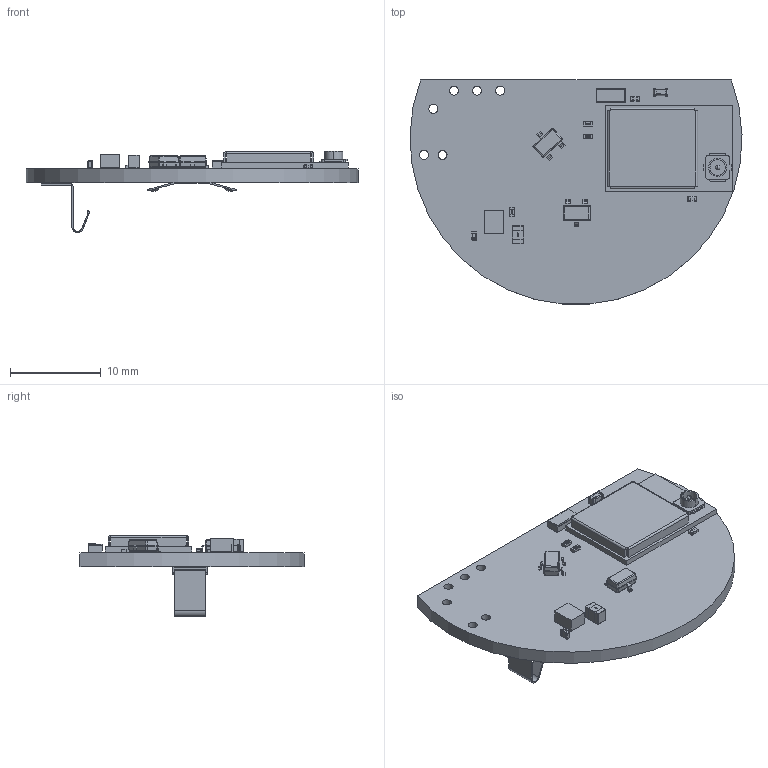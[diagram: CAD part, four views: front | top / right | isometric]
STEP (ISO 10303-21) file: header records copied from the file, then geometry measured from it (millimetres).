
FILE_DESCRIPTION(('KiCad electronic assembly'),'2;1');
FILE_NAME('HydSmart_VA.step','2025-09-03T20:14:52',('Pcbnew'),('Kicad'), 'Open CASCADE STEP processor 7.8','KiCad to STEP converter','Unknown' );
FILE_SCHEMA(('AUTOMOTIVE_DESIGN { 1 0 10303 214 1 1 1 1 }'));
Length unit declared in the file: millimetre
Products named in the file (33): HydSmart_VA 1; kicad_embedded_304F4459D830F1485C242EDFF635C66E; kicad_embedded_DB86C9226C4398DF4547DB0ECDFAE143; solidBody; solidTop; solidLead; kicad_embedded_86542A4C7BD1F124C06D92F0FB2DED33; Terminals; Center; Murata; kicad_embedded_C1189728C0B0D75CA9F1A2A1640C62B5; body; side; TDK Logo; kicad_embedded_66CB970261EDA58BE0F5F46C585CFD01; User Library-R SMD 0402_0402 BODY; User Library-R SMD 0402_0402 PAD; User Library-R SMD 0402_0402 OPIS; kicad_embedded_D37FDB8596E1CEA1394E1E511EF79DD1; kicad_embedded_3439A083BA774BCD0773079099332AE7; Body; Open CASCADE STEP translator 7.5 1.1.1; Leader; kicad_embedded_E635FE6B3E715A672091418242969869; Pins; kicad_embedded_F99072C718F995CF910B108F3BF2C884; 1; 2; kicad_embedded_DB89A9A00988E94D0ABF6F59B23D8A71; kicad_embedded_F52669B941F0F4BC2BC707CB907FF618; HydSmart_VA_PCB
Assembly tree (40 placements, depth 4):
  HydSmart_VA 1
    kicad_embedded_304F4459D830F1485C242EDFF635C66E
    kicad_embedded_DB86C9226C4398DF4547DB0ECDFAE143
      solidBody
      solidTop
      solidLead
    kicad_embedded_86542A4C7BD1F124C06D92F0FB2DED33
      Terminals
      Center
      Murata
    kicad_embedded_C1189728C0B0D75CA9F1A2A1640C62B5
      body
      side  x2
      TDK Logo
    kicad_embedded_66CB970261EDA58BE0F5F46C585CFD01  x3
      User Library-R SMD 0402_0402 BODY
      User Library-R SMD 0402_0402 PAD
      User Library-R SMD 0402_0402 OPIS
    kicad_embedded_D37FDB8596E1CEA1394E1E511EF79DD1  x2
    kicad_embedded_3439A083BA774BCD0773079099332AE7  x2
      Body
        Open CASCADE STEP translator 7.5 1.1.1
      Leader
    kicad_embedded_E635FE6B3E715A672091418242969869
      Body
      Pins
    kicad_embedded_F99072C718F995CF910B108F3BF2C884
      1
      2
      TDK Logo
    kicad_embedded_DB89A9A00988E94D0ABF6F59B23D8A71
    kicad_embedded_F52669B941F0F4BC2BC707CB907FF618
    HydSmart_VA_PCB
Bounding box: 36.59 x 24.69 x 8.96 mm (x, y, z)
Volume: 1285.8 mm3; surface area: 2557.7 mm2
Topology: 78 solids, 78 shells, 1722 faces, 4035 edges, 2523 vertices
Faces by surface type: plane 1031, cylinder 422, bspline 171, sphere 66, revolution 16, torus 16
Full cylindrical faces by diameter (mm): 0.991 x3, 1 x3
Entity records: 43902 total; most frequent: CARTESIAN_POINT 9717, ORIENTED_EDGE 6002, DIRECTION 5993, EDGE_CURVE 3001, LINE 2117, VECTOR 2117, AXIS2_PLACEMENT_3D 1934, VERTEX_POINT 1911
